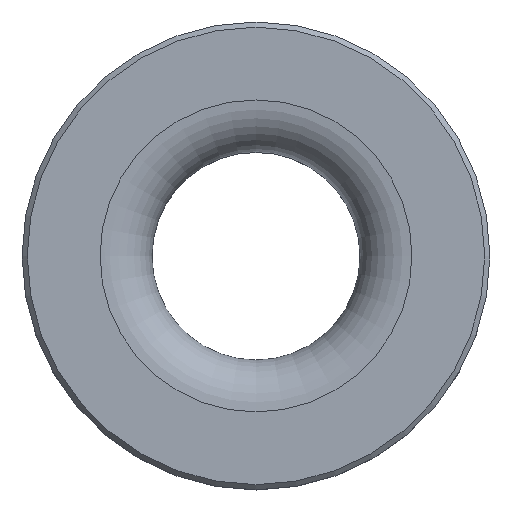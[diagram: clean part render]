
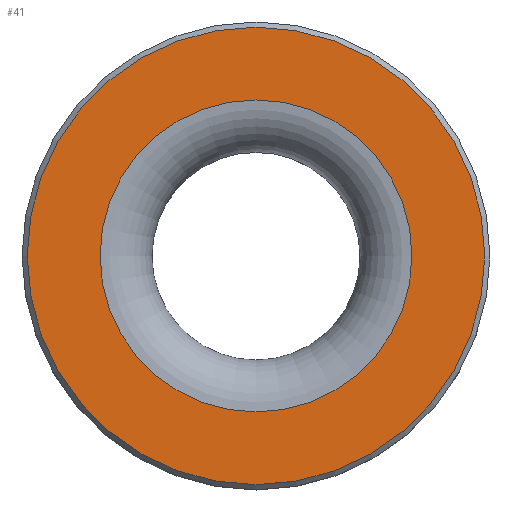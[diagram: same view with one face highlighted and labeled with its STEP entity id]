
A CAD part, top view. The second image highlights one B-rep face of the part: STEP entity #41.
In plain terms, the highlighted planar face has unit normal (0, 0, 1).
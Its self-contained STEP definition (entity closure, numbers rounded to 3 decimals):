
#41 = ADVANCED_FACE( '', ( #90, #91 ), #92, .F. );
#90 = FACE_OUTER_BOUND( '', #157, .T. );
#91 = FACE_BOUND( '', #158, .T. );
#92 = PLANE( '', #159 );
#157 = EDGE_LOOP( '', ( #220 ) );
#158 = EDGE_LOOP( '', ( #221 ) );
#159 = AXIS2_PLACEMENT_3D( '', #222, #223, #224 );
#220 = ORIENTED_EDGE( '', *, *, #307, .T. );
#221 = ORIENTED_EDGE( '', *, *, #308, .T. );
#222 = CARTESIAN_POINT( '', ( 0., 0., 12. ) );
#223 = DIRECTION( '', ( 0., 0., -1. ) );
#224 = DIRECTION( '', ( -1., 0., 0. ) );
#307 = EDGE_CURVE( '', #339, #339, #340, .F. );
#308 = EDGE_CURVE( '', #341, #341, #342, .T. );
#339 = VERTEX_POINT( '', #384 );
#340 = CIRCLE( '', #385, 8.8 );
#341 = VERTEX_POINT( '', #386 );
#342 = CIRCLE( '', #387, 6. );
#384 = CARTESIAN_POINT( '', ( -8.8, 0., 12. ) );
#385 = AXIS2_PLACEMENT_3D( '', #429, #430, #431 );
#386 = CARTESIAN_POINT( '', ( -6., 0., 12. ) );
#387 = AXIS2_PLACEMENT_3D( '', #432, #433, #434 );
#429 = CARTESIAN_POINT( '', ( 0., 0., 12. ) );
#430 = DIRECTION( '', ( 0., 0., -1. ) );
#431 = DIRECTION( '', ( -1., 0., 0. ) );
#432 = CARTESIAN_POINT( '', ( 0., 0., 12. ) );
#433 = DIRECTION( '', ( 0., 0., -1. ) );
#434 = DIRECTION( '', ( -1., 0., 0. ) );
